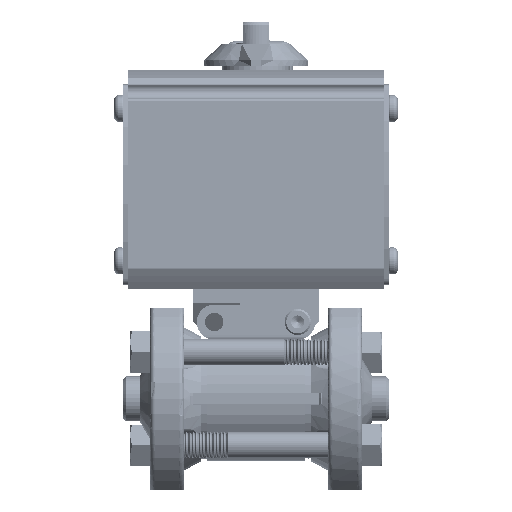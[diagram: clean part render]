
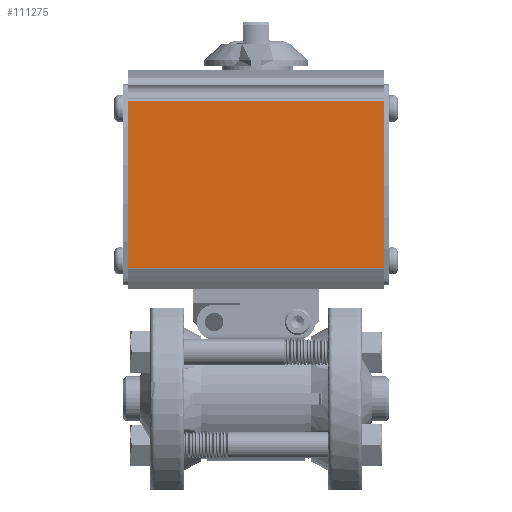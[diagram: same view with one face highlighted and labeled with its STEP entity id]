
A CAD part, top view. The second image highlights one B-rep face of the part: STEP entity #111275.
In plain terms, the highlighted planar face has unit normal (0, 0, 1).
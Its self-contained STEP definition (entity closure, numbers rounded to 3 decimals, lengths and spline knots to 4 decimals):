
#182 = DIRECTION ( 'NONE',  ( 0., -1., 0. ) ) ;
#4689 = EDGE_CURVE ( 'NONE', #74815, #44037, #149729, .T. ) ;
#17483 = LINE ( 'NONE', #52300, #57292 ) ;
#24992 = LINE ( 'NONE', #194246, #179956 ) ;
#27796 = ORIENTED_EDGE ( 'NONE', *, *, #93777, .T. ) ;
#30904 = DIRECTION ( 'NONE',  ( 0., -1., 0. ) ) ;
#44037 = VERTEX_POINT ( 'NONE', #93567 ) ;
#48442 = EDGE_CURVE ( 'NONE', #183240, #44037, #122738, .T. ) ;
#52300 = CARTESIAN_POINT ( 'NONE',  ( -5.0403, 1.5679, 1.17 ) ) ;
#56943 = CARTESIAN_POINT ( 'NONE',  ( -5.0403, 3.5621, 1.17 ) ) ;
#57292 = VECTOR ( 'NONE', #142167, 39.3701 ) ;
#58770 = DIRECTION ( 'NONE',  ( 0., 1., 0. ) ) ;
#74591 = VECTOR ( 'NONE', #58770, 39.3701 ) ;
#74815 = VERTEX_POINT ( 'NONE', #159780 ) ;
#81283 = ORIENTED_EDGE ( 'NONE', *, *, #4689, .F. ) ;
#86714 = EDGE_CURVE ( 'NONE', #183240, #94886, #24992, .T. ) ;
#93567 = CARTESIAN_POINT ( 'NONE',  ( -1.5275, 3.5621, 1.17 ) ) ;
#93777 = EDGE_CURVE ( 'NONE', #74815, #94886, #17483, .T. ) ;
#94886 = VERTEX_POINT ( 'NONE', #118387 ) ;
#100890 = AXIS2_PLACEMENT_3D ( 'NONE', #120071, #120714, #30904 ) ;
#102165 = DIRECTION ( 'NONE',  ( -1., 0., 0. ) ) ;
#111275 = ADVANCED_FACE ( 'NONE', ( #163665 ), #180439, .F. ) ;
#118387 = CARTESIAN_POINT ( 'NONE',  ( 1.5275, 1.5679, 1.17 ) ) ;
#120071 = CARTESIAN_POINT ( 'NONE',  ( -5.0403, 3.5694, 1.17 ) ) ;
#120714 = DIRECTION ( 'NONE',  ( 0., 0., -1. ) ) ;
#122738 = LINE ( 'NONE', #56943, #157849 ) ;
#133539 = CARTESIAN_POINT ( 'NONE',  ( -1.5275, 3.5694, 1.17 ) ) ;
#142167 = DIRECTION ( 'NONE',  ( 1., 0., 0. ) ) ;
#148997 = CARTESIAN_POINT ( 'NONE',  ( 1.5275, 3.5621, 1.17 ) ) ;
#149729 = LINE ( 'NONE', #133539, #74591 ) ;
#153034 = ORIENTED_EDGE ( 'NONE', *, *, #86714, .F. ) ;
#157849 = VECTOR ( 'NONE', #102165, 39.3701 ) ;
#159780 = CARTESIAN_POINT ( 'NONE',  ( -1.5275, 1.5679, 1.17 ) ) ;
#163665 = FACE_OUTER_BOUND ( 'NONE', #164448, .T. ) ;
#164448 = EDGE_LOOP ( 'NONE', ( #153034, #189952, #81283, #27796 ) ) ;
#179956 = VECTOR ( 'NONE', #182, 39.3701 ) ;
#180439 = PLANE ( 'NONE',  #100890 ) ;
#183240 = VERTEX_POINT ( 'NONE', #148997 ) ;
#189952 = ORIENTED_EDGE ( 'NONE', *, *, #48442, .T. ) ;
#194246 = CARTESIAN_POINT ( 'NONE',  ( 1.5275, 3.5694, 1.17 ) ) ;
